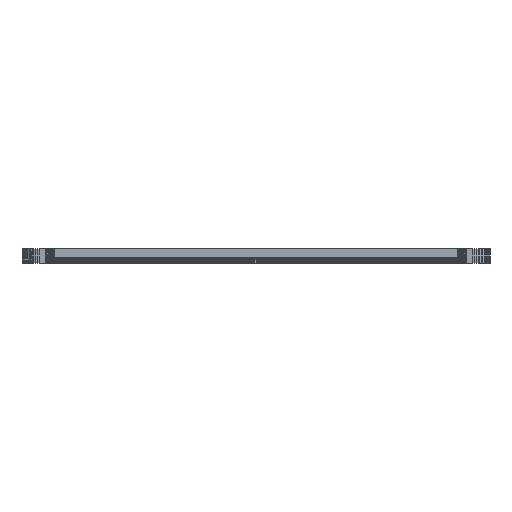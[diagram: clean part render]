
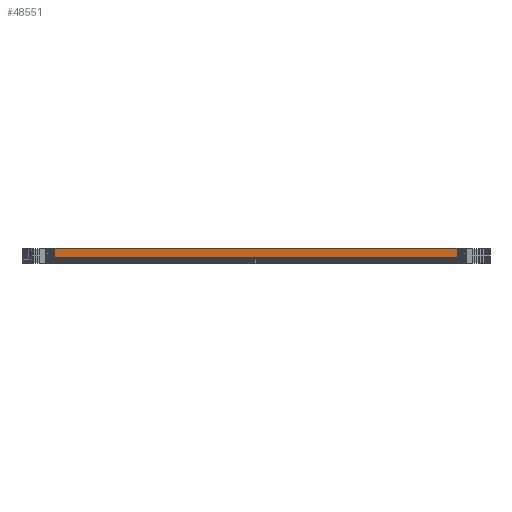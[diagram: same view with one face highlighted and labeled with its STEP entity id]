
A CAD part, front view. The second image highlights one B-rep face of the part: STEP entity #48551.
In plain terms, the highlighted planar face has unit normal (0, -1, 0).
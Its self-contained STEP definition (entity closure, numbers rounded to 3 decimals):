
#4990 = EDGE_CURVE('',#4991,#4993,#4995,.T.);
#4991 = VERTEX_POINT('',#4992);
#4992 = CARTESIAN_POINT('',(23.3,-18.477,
    1.855));
#4993 = VERTEX_POINT('',#4994);
#4994 = CARTESIAN_POINT('',(-23.3,-18.477,
    1.855));
#4995 = LINE('',#4996,#4997);
#4996 = CARTESIAN_POINT('',(23.3,-18.477,
    1.855));
#4997 = VECTOR('',#4998,1.);
#4998 = DIRECTION('',(-1.,0.,0.));
#48533 = VERTEX_POINT('',#48534);
#48534 = CARTESIAN_POINT('',(-23.3,-18.477,
    0.8));
#48540 = EDGE_CURVE('',#48533,#4993,#48541,.T.);
#48541 = LINE('',#48542,#48543);
#48542 = CARTESIAN_POINT('',(-23.3,-18.477,
    0.8));
#48543 = VECTOR('',#48544,1.);
#48544 = DIRECTION('',(0.,0.,1.));
#48551 = ADVANCED_FACE('',(#48552),#48570,.T.);
#48552 = FACE_BOUND('',#48553,.T.);
#48553 = EDGE_LOOP('',(#48554,#48555,#48556,#48564));
#48554 = ORIENTED_EDGE('',*,*,#4990,.T.);
#48555 = ORIENTED_EDGE('',*,*,#48540,.F.);
#48556 = ORIENTED_EDGE('',*,*,#48557,.T.);
#48557 = EDGE_CURVE('',#48533,#48558,#48560,.T.);
#48558 = VERTEX_POINT('',#48559);
#48559 = CARTESIAN_POINT('',(23.3,-18.477,
    0.8));
#48560 = LINE('',#48561,#48562);
#48561 = CARTESIAN_POINT('',(-23.3,-18.477,
    0.8));
#48562 = VECTOR('',#48563,1.);
#48563 = DIRECTION('',(1.,0.,0.));
#48564 = ORIENTED_EDGE('',*,*,#48565,.F.);
#48565 = EDGE_CURVE('',#4991,#48558,#48566,.T.);
#48566 = LINE('',#48567,#48568);
#48567 = CARTESIAN_POINT('',(23.3,-18.477,
    1.855));
#48568 = VECTOR('',#48569,1.);
#48569 = DIRECTION('',(0.,0.,-1.));
#48570 = PLANE('',#48571);
#48571 = AXIS2_PLACEMENT_3D('',#48572,#48573,#48574);
#48572 = CARTESIAN_POINT('',(0.,-18.477,1.327));
#48573 = DIRECTION('',(-0.,-1.,-0.));
#48574 = DIRECTION('',(0.,0.,-1.));
